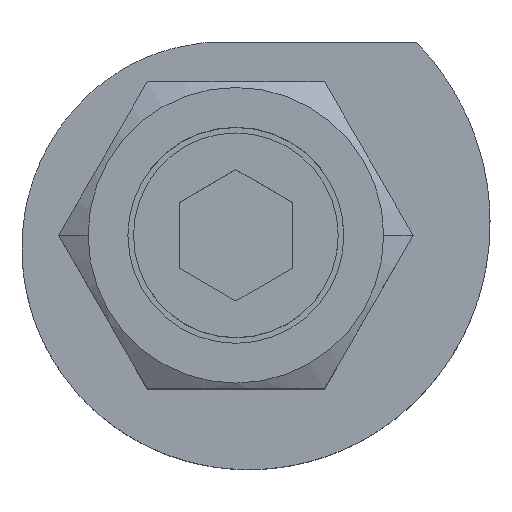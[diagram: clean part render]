
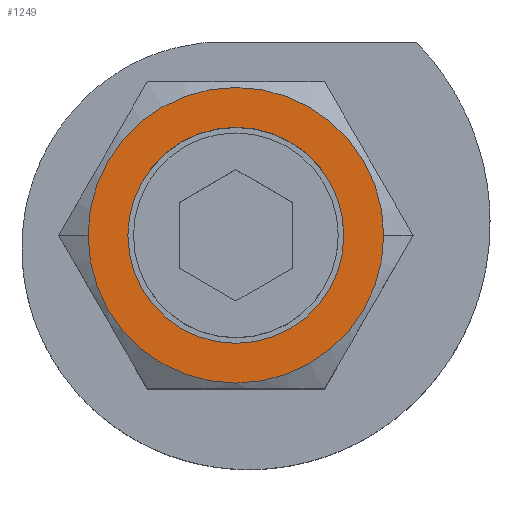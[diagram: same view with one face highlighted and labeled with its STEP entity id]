
A CAD part, top view. The second image highlights one B-rep face of the part: STEP entity #1249.
In plain terms, the highlighted planar face has unit normal (0, 0, 1).
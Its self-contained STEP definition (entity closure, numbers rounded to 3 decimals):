
#94 = CARTESIAN_POINT ( 'NONE',  ( 13., 0., 24. ) ) ;
#128 = CIRCLE ( 'NONE', #1894, 9.5 ) ;
#183 = AXIS2_PLACEMENT_3D ( 'NONE', #264, #1578, #2904 ) ;
#264 = CARTESIAN_POINT ( 'NONE',  ( 0., 0., 24. ) ) ;
#296 = VERTEX_POINT ( 'NONE', #94 ) ;
#342 = DIRECTION ( 'NONE',  ( 0., 0., 1. ) ) ;
#434 = ORIENTED_EDGE ( 'NONE', *, *, #464, .T. ) ;
#464 = EDGE_CURVE ( 'NONE', #1601, #296, #1929, .T. ) ;
#595 = DIRECTION ( 'NONE',  ( 0., 0., 1. ) ) ;
#611 = ORIENTED_EDGE ( 'NONE', *, *, #2587, .T. ) ;
#803 = FACE_OUTER_BOUND ( 'NONE', #2500, .T. ) ;
#1045 = CARTESIAN_POINT ( 'NONE',  ( 7.794, -13.5, 24. ) ) ;
#1085 = FACE_BOUND ( 'NONE', #1301, .T. ) ;
#1249 = ADVANCED_FACE ( 'NONE', ( #803, #1085 ), #2110, .F. ) ;
#1301 = EDGE_LOOP ( 'NONE', ( #1367, #2302 ) ) ;
#1317 = DIRECTION ( 'NONE',  ( 0., 0., -1. ) ) ;
#1367 = ORIENTED_EDGE ( 'NONE', *, *, #2611, .F. ) ;
#1551 = DIRECTION ( 'NONE',  ( 0., 0., 1. ) ) ;
#1570 = VERTEX_POINT ( 'NONE', #2598 ) ;
#1578 = DIRECTION ( 'NONE',  ( 0., 0., 1. ) ) ;
#1601 = VERTEX_POINT ( 'NONE', #2077 ) ;
#1645 = DIRECTION ( 'NONE',  ( 0., 1., 0. ) ) ;
#1833 = DIRECTION ( 'NONE',  ( 0., 1., 0. ) ) ;
#1894 = AXIS2_PLACEMENT_3D ( 'NONE', #2944, #342, #3173 ) ;
#1925 = VERTEX_POINT ( 'NONE', #2747 ) ;
#1929 = CIRCLE ( 'NONE', #3315, 13. ) ;
#2077 = CARTESIAN_POINT ( 'NONE',  ( -13., 0., 24. ) ) ;
#2110 = PLANE ( 'NONE',  #2260 ) ;
#2260 = AXIS2_PLACEMENT_3D ( 'NONE', #1045, #1317, #1833 ) ;
#2302 = ORIENTED_EDGE ( 'NONE', *, *, #3388, .F. ) ;
#2497 = CIRCLE ( 'NONE', #183, 13. ) ;
#2500 = EDGE_LOOP ( 'NONE', ( #611, #434 ) ) ;
#2553 = AXIS2_PLACEMENT_3D ( 'NONE', #3197, #595, #1645 ) ;
#2582 = DIRECTION ( 'NONE',  ( -1., 0., 0. ) ) ;
#2587 = EDGE_CURVE ( 'NONE', #296, #1601, #2497, .T. ) ;
#2598 = CARTESIAN_POINT ( 'NONE',  ( -9.5, 0., 24. ) ) ;
#2611 = EDGE_CURVE ( 'NONE', #1570, #1925, #128, .T. ) ;
#2747 = CARTESIAN_POINT ( 'NONE',  ( 9.5, 0., 24. ) ) ;
#2855 = CARTESIAN_POINT ( 'NONE',  ( 0., 0., 24. ) ) ;
#2904 = DIRECTION ( 'NONE',  ( -1., 0., 0. ) ) ;
#2944 = CARTESIAN_POINT ( 'NONE',  ( 0., 0., 24. ) ) ;
#3173 = DIRECTION ( 'NONE',  ( 0., 1., 0. ) ) ;
#3197 = CARTESIAN_POINT ( 'NONE',  ( 0., 0., 24. ) ) ;
#3232 = CIRCLE ( 'NONE', #2553, 9.5 ) ;
#3315 = AXIS2_PLACEMENT_3D ( 'NONE', #2855, #1551, #2582 ) ;
#3388 = EDGE_CURVE ( 'NONE', #1925, #1570, #3232, .T. ) ;
